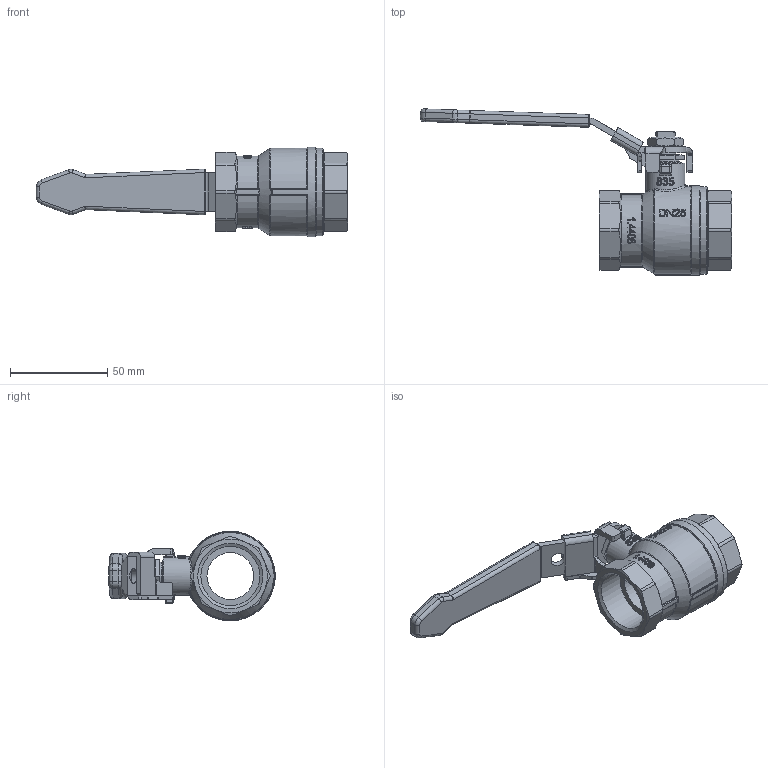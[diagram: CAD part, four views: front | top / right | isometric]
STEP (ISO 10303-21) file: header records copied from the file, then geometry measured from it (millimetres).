
FILE_DESCRIPTION (( 'STEP AP214' ), '1' );
FILE_NAME ('DVGW-K2-100-W00-4 Kugelhahn 2204.STEP', '2022-04-27T08:31:26', ( '' ), ( '' ), 'SwSTEP 2.0', 'SolidWorks 2019', '' );
FILE_SCHEMA (( 'AUTOMOTIVE_DESIGN' ));
Length unit declared in the file: millimetre
Products named in the file (1): DVGW-K2-100-W00-4 Kugelhahn 2204
Bounding box: 159.9 x 85.39 x 46 mm (x, y, z)
Volume: 76271 mm3; surface area: 28146.2 mm2
Topology: 2 solids, 2 shells, 776 faces, 1988 edges, 1250 vertices
Faces by surface type: plane 275, bspline 258, cylinder 170, cone 38, torus 23, sphere 12
Full cylindrical faces by diameter (mm): 7.5 x1, 10.4 x1, 14.3 x1, 16 x1, 20 x1, 24 x1, 30.291 x2, 45 x1, 46 x1
Entity records: 37616 total; most frequent: CARTESIAN_POINT 12714, ORIENTED_EDGE 3880, DIRECTION 2518, EDGE_CURVE 1940, VERTEX_POINT 1240, LINE 860, VECTOR 860, EDGE_LOOP 852
